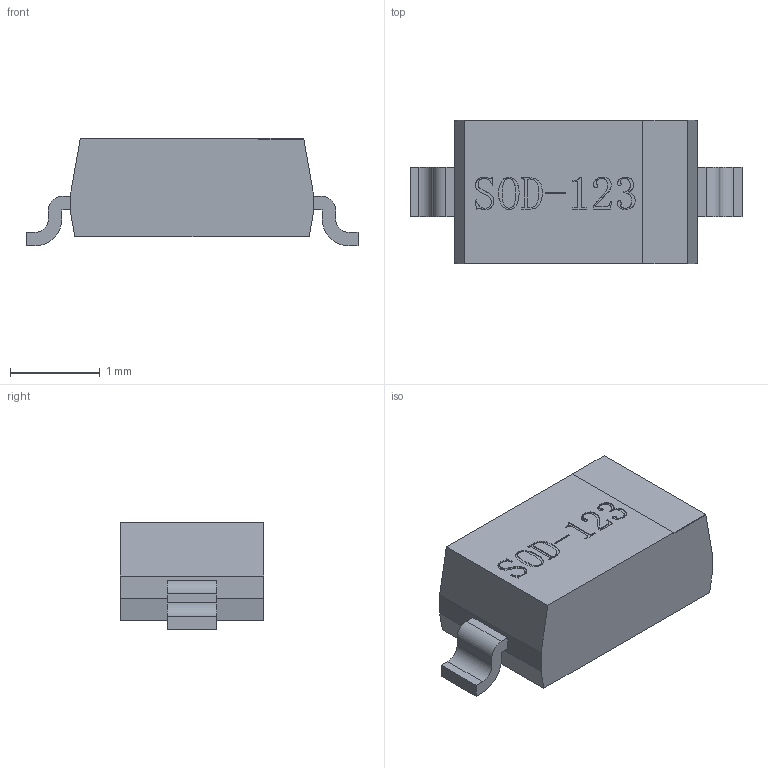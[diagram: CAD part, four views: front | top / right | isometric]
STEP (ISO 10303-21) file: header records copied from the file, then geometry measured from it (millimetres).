
FILE_DESCRIPTION (( 'STEP AP214' ), '1' );
FILE_NAME ('SOD-123.STEP', '2008-07-13T01:24:14', ( 'Chinese User' ), ( 'Chinese ORG' ), 'SwSTEP 2.0', 'SolidWorks 2005204', '' );
FILE_SCHEMA (( 'AUTOMOTIVE_DESIGN' ));
Length unit declared in the file: millimetre
Products named in the file (1): SOD-123
Bounding box: 3.7 x 1.6 x 1.2 mm (x, y, z)
Volume: 4.8 mm3; surface area: 21.8 mm2
Topology: 4 solids, 4 shells, 151 faces, 402 edges, 268 vertices
Faces by surface type: plane 81, bspline 64, cylinder 6
Entity records: 10078 total; most frequent: CARTESIAN_POINT 6558, ORIENTED_EDGE 804, DIRECTION 462, EDGE_CURVE 402, VERTEX_POINT 268, VECTOR 262, LINE 262, EDGE_LOOP 160
